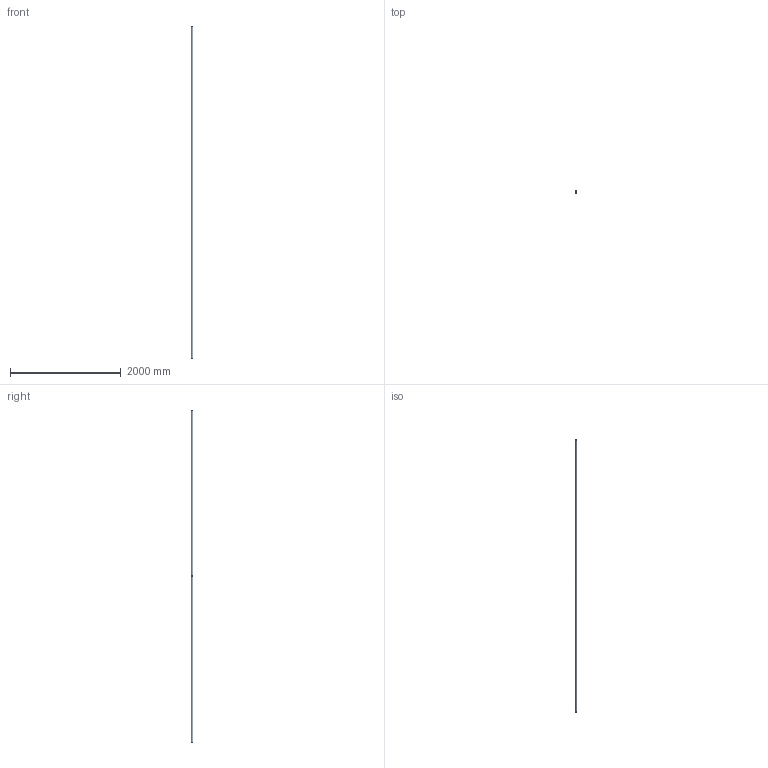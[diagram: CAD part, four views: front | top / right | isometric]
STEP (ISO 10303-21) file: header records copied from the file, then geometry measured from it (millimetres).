
FILE_DESCRIPTION (( 'STEP AP203' ), '1' );
FILE_NAME ('55121-V4AG.step', '2024-04-29T09:26:52', ( '' ), ( '' ), 'SwSTEP 2.0', 'SolidWorks 2018', '' );
FILE_SCHEMA (( 'CONFIG_CONTROL_DESIGN' ));
Length unit declared in the file: millimetre
Products named in the file (1): 55121-V4AG
Bounding box: 33.7 x 33.7 x 6000 mm (x, y, z)
Volume: 1470265.1 mm3; surface area: 1176709.7 mm2
Topology: 1 solids, 1 shells, 272 faces, 738 edges, 492 vertices
Faces by surface type: plane 147, bspline 99, cylinder 26
Full cylindrical faces by diameter (mm): 28.7 x1, 33.7 x1
Entity records: 12092 total; most frequent: CARTESIAN_POINT 5849, ORIENTED_EDGE 1472, DIRECTION 958, EDGE_CURVE 736, VERTEX_POINT 492, VECTOR 378, LINE 378, EDGE_LOOP 300
